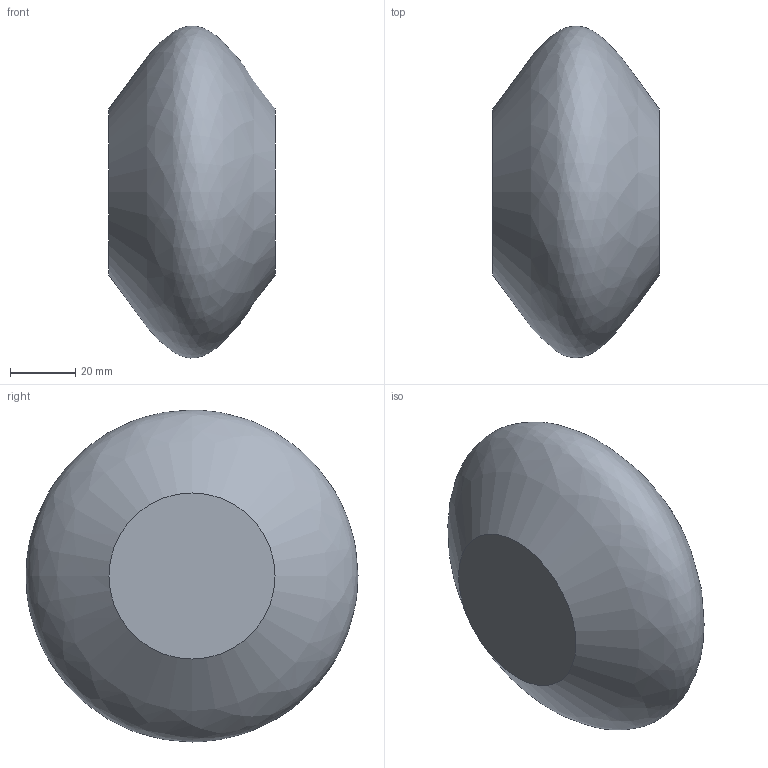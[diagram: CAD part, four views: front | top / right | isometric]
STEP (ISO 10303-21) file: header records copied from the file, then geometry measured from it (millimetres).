
FILE_DESCRIPTION((' '),'1');
FILE_NAME('Revolve.stp', '2018-04-19T22:54:10',(' '), (' '), 'KCM Version 1.1.1891.0', 'Kubotek KCM', '');
FILE_SCHEMA(('AUTOMOTIVE_DESIGN'));
Length unit declared in the file: inch
Bounding box: 50.8 x 101.58 x 101.58 mm (x, y, z)
Volume: 278629.8 mm3; surface area: 22510.6 mm2
Topology: 1 solids, 1 shells, 3 faces, 4 edges, 4 vertices
Faces by surface type: plane 2, revolution 1
Entity records: 99 total; most frequent: CARTESIAN_POINT 23, DIRECTION 11, ORIENTED_EDGE 6, AXIS2_PLACEMENT_3D 5, B_SPLINE_CURVE_WITH_KNOTS 3, EDGE_CURVE 3, EDGE_LOOP 3, FACE_OUTER_BOUND 3
